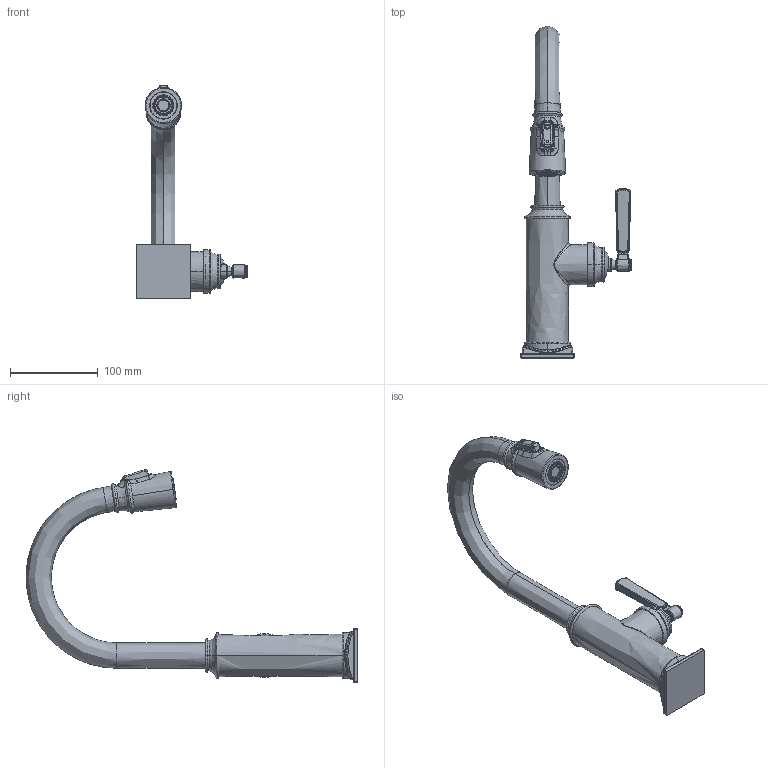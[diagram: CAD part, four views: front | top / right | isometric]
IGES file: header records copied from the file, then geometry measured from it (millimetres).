
Start section:  PTC IGES file: 3170-5203_sw.igs
Global section: file name: 3170-5203_sw.igs; native system: Creo Parametric by PTC Inc.; preprocessor: 2018400; author: rsmith; organization: Unknown; date: 20210812.124334; units: inch
Bounding box: 126.75 x 379.15 x 243.16 mm (x, y, z)
Surface area: 95371.2 mm2 (no closed solid volume)
Topology: 0 solids, 0 shells, 631 faces, 2850 edges, 2834 vertices
Faces by surface type: revolution 342, bspline 285, extrusion 4
